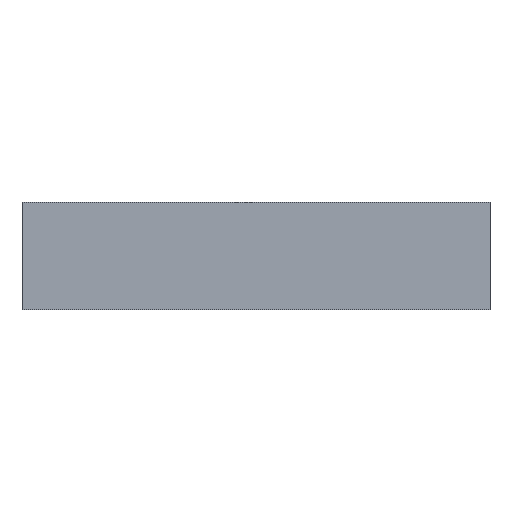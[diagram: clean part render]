
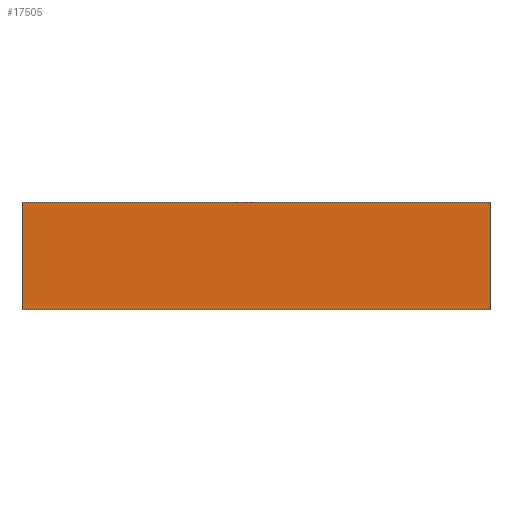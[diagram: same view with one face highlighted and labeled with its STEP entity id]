
A CAD part, front view. The second image highlights one B-rep face of the part: STEP entity #17505.
In plain terms, the highlighted planar face has unit normal (0, -1, 0).
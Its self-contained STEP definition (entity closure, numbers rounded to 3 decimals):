
#393 = LINE ( 'NONE', #33219, #14421 ) ;
#1569 = CARTESIAN_POINT ( 'NONE',  ( -284., -10., -65. ) ) ;
#3125 = LINE ( 'NONE', #20343, #25327 ) ;
#4945 = EDGE_CURVE ( 'NONE', #29516, #21560, #25983, .T. ) ;
#6492 = CARTESIAN_POINT ( 'NONE',  ( -284., -10., 65. ) ) ;
#8648 = DIRECTION ( 'NONE',  ( 0., 0., 1. ) ) ;
#8896 = CARTESIAN_POINT ( 'NONE',  ( 284., -10., -65. ) ) ;
#9067 = EDGE_CURVE ( 'NONE', #29124, #22325, #3125, .T. ) ;
#9173 = VECTOR ( 'NONE', #9826, 1000. ) ;
#9222 = EDGE_CURVE ( 'NONE', #21560, #29124, #393, .T. ) ;
#9826 = DIRECTION ( 'NONE',  ( 1., 0., 0. ) ) ;
#10050 = CARTESIAN_POINT ( 'NONE',  ( -284., -10., 65. ) ) ;
#11605 = DIRECTION ( 'NONE',  ( 0., 0., -1. ) ) ;
#12038 = EDGE_LOOP ( 'NONE', ( #24288, #27830, #30571, #15678 ) ) ;
#12909 = LINE ( 'NONE', #10050, #16385 ) ;
#14421 = VECTOR ( 'NONE', #8648, 1000. ) ;
#15678 = ORIENTED_EDGE ( 'NONE', *, *, #9067, .T. ) ;
#16385 = VECTOR ( 'NONE', #18300, 1000. ) ;
#17350 = CARTESIAN_POINT ( 'NONE',  ( 0., -10., 0. ) ) ;
#17505 = ADVANCED_FACE ( 'NONE', ( #30806 ), #25438, .T. ) ;
#18300 = DIRECTION ( 'NONE',  ( 0., 0., -1. ) ) ;
#20343 = CARTESIAN_POINT ( 'NONE',  ( -284., -10., 65. ) ) ;
#21132 = EDGE_CURVE ( 'NONE', #22325, #29516, #12909, .T. ) ;
#21560 = VERTEX_POINT ( 'NONE', #8896 ) ;
#21966 = CARTESIAN_POINT ( 'NONE',  ( 284., -10., 65. ) ) ;
#22325 = VERTEX_POINT ( 'NONE', #6492 ) ;
#22866 = DIRECTION ( 'NONE',  ( -1., 0., 0. ) ) ;
#24288 = ORIENTED_EDGE ( 'NONE', *, *, #21132, .T. ) ;
#25327 = VECTOR ( 'NONE', #22866, 1000. ) ;
#25438 = PLANE ( 'NONE',  #30197 ) ;
#25983 = LINE ( 'NONE', #1569, #9173 ) ;
#27830 = ORIENTED_EDGE ( 'NONE', *, *, #4945, .T. ) ;
#29124 = VERTEX_POINT ( 'NONE', #21966 ) ;
#29516 = VERTEX_POINT ( 'NONE', #30692 ) ;
#30197 = AXIS2_PLACEMENT_3D ( 'NONE', #17350, #33495, #11605 ) ;
#30571 = ORIENTED_EDGE ( 'NONE', *, *, #9222, .T. ) ;
#30692 = CARTESIAN_POINT ( 'NONE',  ( -284., -10., -65. ) ) ;
#30806 = FACE_OUTER_BOUND ( 'NONE', #12038, .T. ) ;
#33219 = CARTESIAN_POINT ( 'NONE',  ( 284., -10., 65. ) ) ;
#33495 = DIRECTION ( 'NONE',  ( 0., -1., 0. ) ) ;
